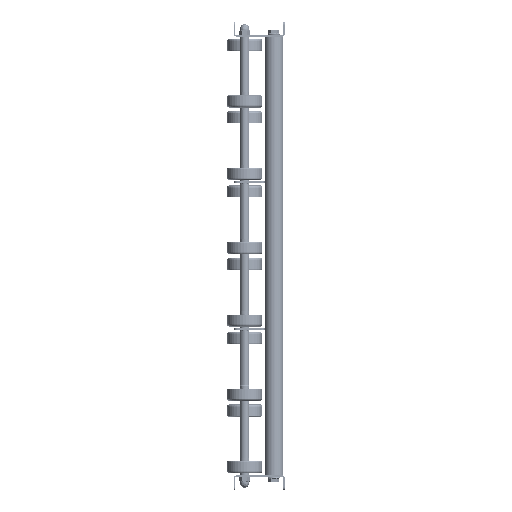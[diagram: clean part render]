
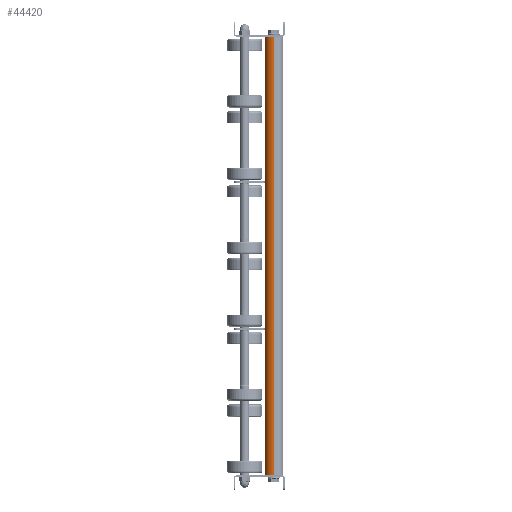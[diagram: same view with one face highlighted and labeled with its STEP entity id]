
A CAD part, left-side view. The second image highlights one B-rep face of the part: STEP entity #44420.
In plain terms, the highlighted cylindrical face has radius 12.5 mm (diameter 25 mm), a partial arc.
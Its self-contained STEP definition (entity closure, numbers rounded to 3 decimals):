
#160 = EDGE_LOOP ( 'NONE', ( #21385, #39156, #15469, #16304 ) ) ;
#4512 = EDGE_CURVE ( 'NONE', #48891, #20850, #24835, .T. ) ;
#4601 = VECTOR ( 'NONE', #30738, 1000. ) ;
#6844 = FACE_OUTER_BOUND ( 'NONE', #160, .T. ) ;
#10853 = DIRECTION ( 'NONE',  ( 0., 0., -1. ) ) ;
#10890 = CARTESIAN_POINT ( 'NONE',  ( 600., 0., 0. ) ) ;
#12963 = EDGE_CURVE ( 'NONE', #22545, #48891, #18258, .T. ) ;
#13691 = DIRECTION ( 'NONE',  ( 1., 0., 0. ) ) ;
#13855 = AXIS2_PLACEMENT_3D ( 'NONE', #35493, #14895, #10853 ) ;
#14171 = CARTESIAN_POINT ( 'NONE',  ( 600., 0., -12.5 ) ) ;
#14895 = DIRECTION ( 'NONE',  ( -1., 0., 0. ) ) ;
#15469 = ORIENTED_EDGE ( 'NONE', *, *, #4512, .T. ) ;
#16304 = ORIENTED_EDGE ( 'NONE', *, *, #44179, .F. ) ;
#16874 = DIRECTION ( 'NONE',  ( -1., 0., 0. ) ) ;
#17402 = CARTESIAN_POINT ( 'NONE',  ( 600., 0., 12.5 ) ) ;
#18258 = LINE ( 'NONE', #14171, #4601 ) ;
#19449 = CARTESIAN_POINT ( 'NONE',  ( 599., 0., -12.5 ) ) ;
#20478 = CARTESIAN_POINT ( 'NONE',  ( 1., 0., 12.5 ) ) ;
#20523 = AXIS2_PLACEMENT_3D ( 'NONE', #38056, #13691, #37793 ) ;
#20850 = VERTEX_POINT ( 'NONE', #20478 ) ;
#21385 = ORIENTED_EDGE ( 'NONE', *, *, #40639, .T. ) ;
#22327 = DIRECTION ( 'NONE',  ( -1., 0., 0. ) ) ;
#22545 = VERTEX_POINT ( 'NONE', #19449 ) ;
#24835 = CIRCLE ( 'NONE', #20523, 12.5 ) ;
#26377 = CARTESIAN_POINT ( 'NONE',  ( 1., 0., -12.5 ) ) ;
#27206 = VECTOR ( 'NONE', #16874, 1000. ) ;
#30738 = DIRECTION ( 'NONE',  ( -1., 0., 0. ) ) ;
#31168 = CIRCLE ( 'NONE', #13855, 12.5 ) ;
#35493 = CARTESIAN_POINT ( 'NONE',  ( 599., 0., 0. ) ) ;
#37793 = DIRECTION ( 'NONE',  ( 0., 0., -1. ) ) ;
#38056 = CARTESIAN_POINT ( 'NONE',  ( 1., 0., 0. ) ) ;
#39156 = ORIENTED_EDGE ( 'NONE', *, *, #12963, .T. ) ;
#39328 = DIRECTION ( 'NONE',  ( 0., 0., 1. ) ) ;
#40639 = EDGE_CURVE ( 'NONE', #46593, #22545, #31168, .T. ) ;
#43090 = CYLINDRICAL_SURFACE ( 'NONE', #44434, 12.5 ) ;
#44179 = EDGE_CURVE ( 'NONE', #46593, #20850, #50682, .T. ) ;
#44420 = ADVANCED_FACE ( 'NONE', ( #6844 ), #43090, .T. ) ;
#44434 = AXIS2_PLACEMENT_3D ( 'NONE', #10890, #22327, #39328 ) ;
#46593 = VERTEX_POINT ( 'NONE', #48162 ) ;
#48162 = CARTESIAN_POINT ( 'NONE',  ( 599., 0., 12.5 ) ) ;
#48891 = VERTEX_POINT ( 'NONE', #26377 ) ;
#50682 = LINE ( 'NONE', #17402, #27206 ) ;
